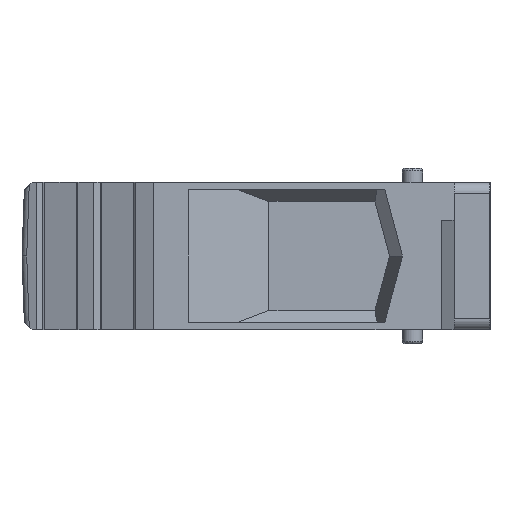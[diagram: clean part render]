
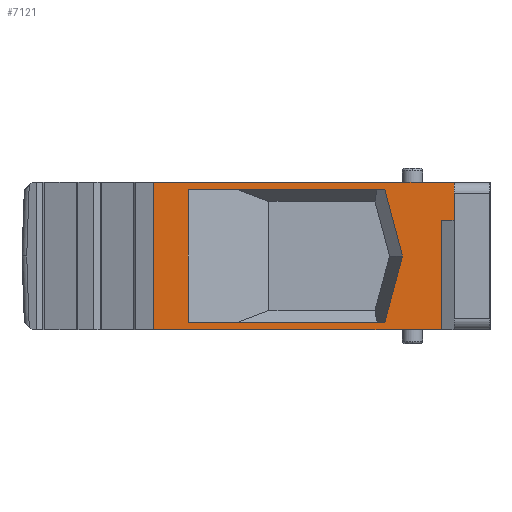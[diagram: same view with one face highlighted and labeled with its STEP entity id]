
A CAD part, left-side view. The second image highlights one B-rep face of the part: STEP entity #7121.
In plain terms, the highlighted face is planar.
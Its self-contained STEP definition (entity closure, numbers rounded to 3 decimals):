
#2187=DIRECTION('',(0.,1.,0.));
#2188=VECTOR('',#2187,40.1);
#2189=CARTESIAN_POINT('',(34.,5.8,10.25));
#2190=LINE('',#2189,#2188);
#2194=DIRECTION('',(0.,0.,-1.));
#2195=VECTOR('',#2194,20.5);
#2196=CARTESIAN_POINT('',(34.,45.9,10.25));
#2197=LINE('',#2196,#2195);
#2201=DIRECTION('',(0.,-1.,0.));
#2202=VECTOR('',#2201,41.9);
#2203=CARTESIAN_POINT('',(34.,45.9,-10.25));
#2204=LINE('',#2203,#2202);
#2208=DIRECTION('',(0.,-1.,0.));
#2209=VECTOR('',#2208,27.396);
#2210=CARTESIAN_POINT('',(34.,41.058,9.2));
#2211=LINE('',#2210,#2209);
#2215=DIRECTION('',(0.,-0.259,-0.966));
#2216=VECTOR('',#2215,9.525);
#2217=CARTESIAN_POINT('',(34.,13.662,9.2));
#2218=LINE('',#2217,#2216);
#2222=DIRECTION('',(0.,0.259,-0.966));
#2223=VECTOR('',#2222,9.525);
#2224=CARTESIAN_POINT('',(34.,11.197,0.));
#2225=LINE('',#2224,#2223);
#2229=DIRECTION('',(0.,0.,1.));
#2230=VECTOR('',#2229,18.4);
#2231=CARTESIAN_POINT('',(34.,41.058,-9.2));
#2232=LINE('',#2231,#2230);
#2236=DIRECTION('',(0.,0.,-1.));
#2237=VECTOR('',#2236,5.25);
#2238=CARTESIAN_POINT('',(34.,4.,-5.));
#2239=LINE('',#2238,#2237);
#2302=DIRECTION('',(0.,-1.,0.));
#2303=VECTOR('',#2302,1.8);
#2304=CARTESIAN_POINT('',(34.,5.8,-5.));
#2305=LINE('',#2304,#2303);
#2351=DIRECTION('',(0.,0.,-1.));
#2352=VECTOR('',#2351,15.25);
#2353=CARTESIAN_POINT('',(34.,5.8,10.25));
#2354=LINE('',#2353,#2352);
#2858=DIRECTION('',(0.,-1.,0.));
#2859=VECTOR('',#2858,27.396);
#2860=CARTESIAN_POINT('',(34.,41.058,-9.2));
#2861=LINE('',#2860,#2859);
#4457=CARTESIAN_POINT('',(34.,4.,-10.25));
#4458=VERTEX_POINT('',#4457);
#4459=CARTESIAN_POINT('',(34.,45.9,-10.25));
#4460=VERTEX_POINT('',#4459);
#4727=CARTESIAN_POINT('',(34.,45.9,10.25));
#4728=VERTEX_POINT('',#4727);
#4729=CARTESIAN_POINT('',(34.,5.8,10.25));
#4730=VERTEX_POINT('',#4729);
#4888=CARTESIAN_POINT('',(34.,4.,-5.));
#4889=VERTEX_POINT('',#4888);
#4890=CARTESIAN_POINT('',(34.,5.8,-5.));
#4891=VERTEX_POINT('',#4890);
#4892=CARTESIAN_POINT('',(34.,41.058,9.2));
#4893=CARTESIAN_POINT('',(34.,13.662,9.2));
#4894=VERTEX_POINT('',#4892);
#4895=VERTEX_POINT('',#4893);
#4896=CARTESIAN_POINT('',(34.,11.197,0.));
#4897=VERTEX_POINT('',#4896);
#4898=CARTESIAN_POINT('',(34.,13.662,-9.2));
#4899=VERTEX_POINT('',#4898);
#4900=CARTESIAN_POINT('',(34.,41.058,-9.2));
#4901=VERTEX_POINT('',#4900);
#7093=CARTESIAN_POINT('',(34.,0.2,0.));
#7094=DIRECTION('',(1.,0.,0.));
#7095=DIRECTION('',(0.,1.,0.));
#7096=AXIS2_PLACEMENT_3D('',#7093,#7094,#7095);
#7097=PLANE('',#7096);
#7099=ORIENTED_EDGE('',*,*,#7098,.F.);
#7101=ORIENTED_EDGE('',*,*,#7100,.F.);
#7103=ORIENTED_EDGE('',*,*,#7102,.F.);
#7104=ORIENTED_EDGE('',*,*,#5586,.T.);
#7105=ORIENTED_EDGE('',*,*,#7078,.T.);
#7106=ORIENTED_EDGE('',*,*,#5248,.T.);
#7107=EDGE_LOOP('',(#7099,#7101,#7103,#7104,#7105,#7106));
#7108=FACE_OUTER_BOUND('',#7107,.F.);
#7110=ORIENTED_EDGE('',*,*,#7109,.T.);
#7112=ORIENTED_EDGE('',*,*,#7111,.T.);
#7114=ORIENTED_EDGE('',*,*,#7113,.T.);
#7116=ORIENTED_EDGE('',*,*,#7115,.F.);
#7118=ORIENTED_EDGE('',*,*,#7117,.T.);
#7119=EDGE_LOOP('',(#7110,#7112,#7114,#7116,#7118));
#7120=FACE_BOUND('',#7119,.F.);
#5248=EDGE_CURVE('',#4460,#4458,#2204,.T.);
#5586=EDGE_CURVE('',#4730,#4728,#2190,.T.);
#7078=EDGE_CURVE('',#4728,#4460,#2197,.T.);
#7098=EDGE_CURVE('',#4889,#4458,#2239,.T.);
#7100=EDGE_CURVE('',#4891,#4889,#2305,.T.);
#7102=EDGE_CURVE('',#4730,#4891,#2354,.T.);
#7109=EDGE_CURVE('',#4894,#4895,#2211,.T.);
#7111=EDGE_CURVE('',#4895,#4897,#2218,.T.);
#7113=EDGE_CURVE('',#4897,#4899,#2225,.T.);
#7115=EDGE_CURVE('',#4901,#4899,#2861,.T.);
#7117=EDGE_CURVE('',#4901,#4894,#2232,.T.);
#7121=ADVANCED_FACE('',(#7108,#7120),#7097,.T.);
